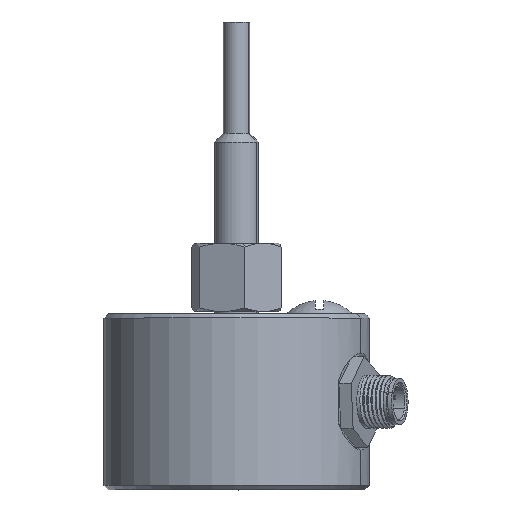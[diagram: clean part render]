
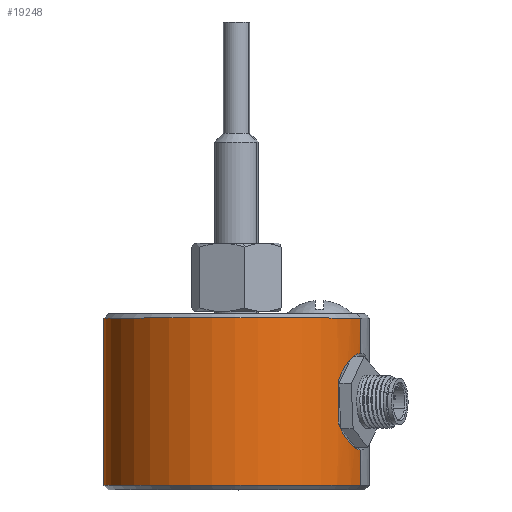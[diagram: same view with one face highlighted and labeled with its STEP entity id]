
A CAD part, top view. The second image highlights one B-rep face of the part: STEP entity #19248.
In plain terms, the highlighted cylindrical face has radius 30.15 mm (diameter 60.3 mm), a partial arc.
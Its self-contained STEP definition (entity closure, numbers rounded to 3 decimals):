
#71 = CARTESIAN_POINT ( 'NONE',  ( 3.612, 30.403, 29.937 ) ) ;
#1515 = CARTESIAN_POINT ( 'NONE',  ( 7.954, 12.384, 29.084 ) ) ;
#1629 = CARTESIAN_POINT ( 'NONE',  ( 1.053, 9.047, 30.133 ) ) ;
#1806 = B_SPLINE_CURVE_WITH_KNOTS ( 'NONE', 3,
 ( #30202, #6579, #17220, #1515, #19835, #4162, #22460, #6811, #25077, #9419, #27701, #12059, #30314, #14696, #32925, #17331, #1629, #19948, #4276, #22577 ),
 .UNSPECIFIED., .F., .F.,
 ( 4, 2, 2, 2, 2, 2, 2, 2, 2, 4 ),
 ( 0., 0.003, 0.005, 0.006, 0.007, 0.008, 0.009, 0.011, 0.012, 0.013 ),
 .UNSPECIFIED. ) ;
#1993 = VECTOR ( 'NONE', #13415, 1000. ) ;
#2507 = CARTESIAN_POINT ( 'NONE',  ( 0., 9., 30.15 ) ) ;
#2577 = VERTEX_POINT ( 'NONE', #11490 ) ;
#2718 = CARTESIAN_POINT ( 'NONE',  ( 4.81, 29.896, 29.765 ) ) ;
#3465 = CARTESIAN_POINT ( 'NONE',  ( 9.981, 0., 28.45 ) ) ;
#3947 = CARTESIAN_POINT ( 'NONE',  ( 0., 1., 30.15 ) ) ;
#4021 = LINE ( 'NONE', #15033, #17137 ) ;
#4093 = CARTESIAN_POINT ( 'NONE',  ( 0., 0., 0. ) ) ;
#4162 = CARTESIAN_POINT ( 'NONE',  ( 6.799, 11.337, 29.376 ) ) ;
#4276 = CARTESIAN_POINT ( 'NONE',  ( 0.263, 9., 30.15 ) ) ;
#5373 = CARTESIAN_POINT ( 'NONE',  ( 5.501, 29.529, 29.645 ) ) ;
#5890 = EDGE_LOOP ( 'NONE', ( #8508, #23480, #17418, #12679, #23888, #19281, #30814, #20760 ) ) ;
#6443 = VERTEX_POINT ( 'NONE', #25170 ) ;
#6579 = CARTESIAN_POINT ( 'NONE',  ( 9.539, 14.421, 28.605 ) ) ;
#6811 = CARTESIAN_POINT ( 'NONE',  ( 5.733, 10.609, 29.601 ) ) ;
#7528 = CARTESIAN_POINT ( 'NONE',  ( 0., 31., 30.15 ) ) ;
#8004 = CARTESIAN_POINT ( 'NONE',  ( 6.822, 28.691, 29.382 ) ) ;
#8150 = AXIS2_PLACEMENT_3D ( 'NONE', #27113, #11463, #29723 ) ;
#8508 = ORIENTED_EDGE ( 'NONE', *, *, #23034, .T. ) ;
#9419 = CARTESIAN_POINT ( 'NONE',  ( 5.052, 10.225, 29.725 ) ) ;
#9422 = DIRECTION ( 'NONE',  ( 0., -1., 0. ) ) ;
#10034 = VERTEX_POINT ( 'NONE', #10547 ) ;
#10262 = EDGE_CURVE ( 'NONE', #31498, #19397, #4021, .T. ) ;
#10547 = CARTESIAN_POINT ( 'NONE',  ( 9.981, 15.376, 28.45 ) ) ;
#10612 = CARTESIAN_POINT ( 'NONE',  ( 8.975, 26.446, 28.792 ) ) ;
#10771 = CARTESIAN_POINT ( 'NONE',  ( 0., 0., 30.15 ) ) ;
#10940 = CIRCLE ( 'NONE', #8150, 30.15 ) ;
#11463 = DIRECTION ( 'NONE',  ( 0., -1., 0. ) ) ;
#11490 = CARTESIAN_POINT ( 'NONE',  ( 0., 39., -30.15 ) ) ;
#11944 = CYLINDRICAL_SURFACE ( 'NONE', #22959, 30.15 ) ;
#12059 = CARTESIAN_POINT ( 'NONE',  ( 4.101, 9.78, 29.874 ) ) ;
#12679 = ORIENTED_EDGE ( 'NONE', *, *, #23365, .T. ) ;
#13147 = CARTESIAN_POINT ( 'NONE',  ( 0., 31., 30.15 ) ) ;
#13258 = CARTESIAN_POINT ( 'NONE',  ( 9.981, 24.624, 28.45 ) ) ;
#13384 = EDGE_CURVE ( 'NONE', #19397, #21644, #20187, .T. ) ;
#13415 = DIRECTION ( 'NONE',  ( 0., -1., 0. ) ) ;
#14296 = VECTOR ( 'NONE', #16741, 1000. ) ;
#14696 = CARTESIAN_POINT ( 'NONE',  ( 2.613, 9.302, 30.041 ) ) ;
#15033 = CARTESIAN_POINT ( 'NONE',  ( 0., 0., 30.15 ) ) ;
#15785 = CARTESIAN_POINT ( 'NONE',  ( 2.607, 30.699, 30.041 ) ) ;
#16741 = DIRECTION ( 'NONE',  ( 0., -1., 0. ) ) ;
#17137 = VECTOR ( 'NONE', #17665, 1000. ) ;
#17220 = CARTESIAN_POINT ( 'NONE',  ( 8.975, 13.557, 28.792 ) ) ;
#17264 = DIRECTION ( 'NONE',  ( 0., 0., -1. ) ) ;
#17331 = CARTESIAN_POINT ( 'NONE',  ( 1.318, 9.076, 30.122 ) ) ;
#17418 = ORIENTED_EDGE ( 'NONE', *, *, #13384, .T. ) ;
#17566 = AXIS2_PLACEMENT_3D ( 'NONE', #25079, #9422, #27704 ) ;
#17665 = DIRECTION ( 'NONE',  ( 0., -1., 0. ) ) ;
#18411 = CARTESIAN_POINT ( 'NONE',  ( 4.1, 30.221, 29.874 ) ) ;
#18705 = CARTESIAN_POINT ( 'NONE',  ( 9.981, 24.624, 28.45 ) ) ;
#18733 = LINE ( 'NONE', #3465, #31762 ) ;
#19248 = ADVANCED_FACE ( 'NONE', ( #26674 ), #11944, .T. ) ;
#19281 = ORIENTED_EDGE ( 'NONE', *, *, #25666, .T. ) ;
#19397 = VERTEX_POINT ( 'NONE', #7528 ) ;
#19761 = DIRECTION ( 'NONE',  ( 0., -1., 0. ) ) ;
#19835 = CARTESIAN_POINT ( 'NONE',  ( 7.582, 12.014, 29.184 ) ) ;
#19948 = CARTESIAN_POINT ( 'NONE',  ( 0.526, 9.009, 30.147 ) ) ;
#20187 = B_SPLINE_CURVE_WITH_KNOTS ( 'NONE', 3,
 ( #13147, #33766, #23556, #31384, #15785, #71, #18411, #2718, #21037, #5373, #23670, #8004, #26277, #10612, #28897, #13258 ),
 .UNSPECIFIED., .F., .F.,
 ( 4, 2, 2, 2, 2, 2, 2, 4 ),
 ( 0.013, 0.014, 0.016, 0.017, 0.018, 0.019, 0.022, 0.025 ),
 .UNSPECIFIED. ) ;
#20760 = ORIENTED_EDGE ( 'NONE', *, *, #21785, .F. ) ;
#21037 = CARTESIAN_POINT ( 'NONE',  ( 5.043, 29.78, 29.726 ) ) ;
#21644 = VERTEX_POINT ( 'NONE', #18705 ) ;
#21785 = EDGE_CURVE ( 'NONE', #2577, #6443, #28997, .T. ) ;
#22460 = CARTESIAN_POINT ( 'NONE',  ( 6.386, 11.029, 29.469 ) ) ;
#22577 = CARTESIAN_POINT ( 'NONE',  ( 0., 9., 30.15 ) ) ;
#22959 = AXIS2_PLACEMENT_3D ( 'NONE', #4093, #19761, #17264 ) ;
#23034 = EDGE_CURVE ( 'NONE', #2577, #31498, #23656, .T. ) ;
#23365 = EDGE_CURVE ( 'NONE', #21644, #10034, #18733, .T. ) ;
#23401 = EDGE_CURVE ( 'NONE', #6443, #31336, #10940, .T. ) ;
#23480 = ORIENTED_EDGE ( 'NONE', *, *, #10262, .T. ) ;
#23556 = CARTESIAN_POINT ( 'NONE',  ( 1.047, 30.963, 30.136 ) ) ;
#23656 = CIRCLE ( 'NONE', #17566, 30.15 ) ;
#23670 = CARTESIAN_POINT ( 'NONE',  ( 5.727, 29.395, 29.602 ) ) ;
#23888 = ORIENTED_EDGE ( 'NONE', *, *, #29930, .T. ) ;
#25077 = CARTESIAN_POINT ( 'NONE',  ( 5.51, 10.476, 29.643 ) ) ;
#25079 = CARTESIAN_POINT ( 'NONE',  ( 0., 39., 0. ) ) ;
#25170 = CARTESIAN_POINT ( 'NONE',  ( 0., 1., -30.15 ) ) ;
#25666 = EDGE_CURVE ( 'NONE', #32006, #31336, #29002, .T. ) ;
#26109 = CARTESIAN_POINT ( 'NONE',  ( 0., 39., 30.15 ) ) ;
#26277 = CARTESIAN_POINT ( 'NONE',  ( 7.602, 28.018, 29.185 ) ) ;
#26674 = FACE_OUTER_BOUND ( 'NONE', #5890, .T. ) ;
#26774 = DIRECTION ( 'NONE',  ( 0., -1., 0. ) ) ;
#27113 = CARTESIAN_POINT ( 'NONE',  ( 0., 1., 0. ) ) ;
#27701 = CARTESIAN_POINT ( 'NONE',  ( 4.816, 10.107, 29.764 ) ) ;
#27704 = DIRECTION ( 'NONE',  ( 0., 0., -1. ) ) ;
#28897 = CARTESIAN_POINT ( 'NONE',  ( 9.539, 25.578, 28.605 ) ) ;
#28997 = LINE ( 'NONE', #32235, #14296 ) ;
#29002 = LINE ( 'NONE', #10771, #1993 ) ;
#29723 = DIRECTION ( 'NONE',  ( 0., 0., -1. ) ) ;
#29930 = EDGE_CURVE ( 'NONE', #10034, #32006, #1806, .T. ) ;
#30202 = CARTESIAN_POINT ( 'NONE',  ( 9.981, 15.376, 28.45 ) ) ;
#30314 = CARTESIAN_POINT ( 'NONE',  ( 3.613, 9.597, 29.937 ) ) ;
#30814 = ORIENTED_EDGE ( 'NONE', *, *, #23401, .F. ) ;
#31336 = VERTEX_POINT ( 'NONE', #3947 ) ;
#31384 = CARTESIAN_POINT ( 'NONE',  ( 2.086, 30.813, 30.082 ) ) ;
#31498 = VERTEX_POINT ( 'NONE', #26109 ) ;
#31762 = VECTOR ( 'NONE', #26774, 1000. ) ;
#32006 = VERTEX_POINT ( 'NONE', #2507 ) ;
#32235 = CARTESIAN_POINT ( 'NONE',  ( 0., 0., -30.15 ) ) ;
#32925 = CARTESIAN_POINT ( 'NONE',  ( 2.102, 9.19, 30.081 ) ) ;
#33766 = CARTESIAN_POINT ( 'NONE',  ( 0.524, 31., 30.15 ) ) ;
